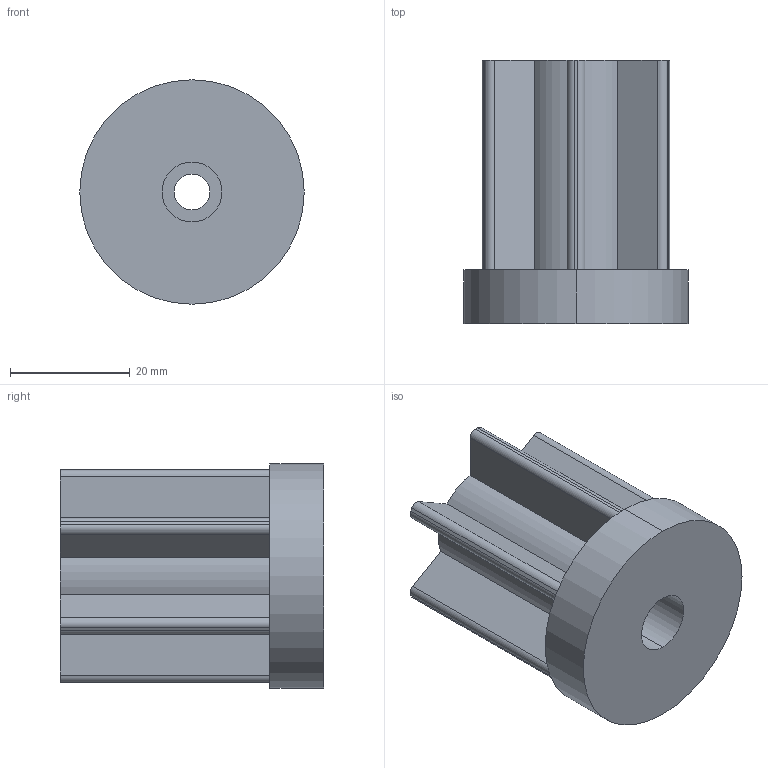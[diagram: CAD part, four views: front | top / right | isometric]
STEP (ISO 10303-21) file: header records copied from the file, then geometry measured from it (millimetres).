
FILE_DESCRIPTION (( 'STEP AP214' ), '1' );
FILE_NAME ('7FB95CA0-0F67-4A1A-87F1-2E476C46E6AA.STEP', '2023-08-02T10:38:59', ( '' ), ( '' ), 'SwSTEP 2.0', 'SolidWorks 2022', '' );
FILE_SCHEMA (( 'AUTOMOTIVE_DESIGN' ));
Length unit declared in the file: millimetre
Products named in the file (1): 7FB95CA0-0F67-4A1A-87F1-2E476C46E6AA
Bounding box: 37.5 x 44 x 37.5 mm (x, y, z)
Volume: 21855.5 mm3; surface area: 9818.9 mm2
Topology: 1 solids, 1 shells, 51 faces, 138 edges, 92 vertices
Faces by surface type: cylinder 28, plane 23
Entity records: 2227 total; most frequent: DIRECTION 298, CARTESIAN_POINT 282, ORIENTED_EDGE 276, EDGE_CURVE 138, AXIS2_PLACEMENT_3D 108, VERTEX_POINT 92, LINE 82, VECTOR 82
